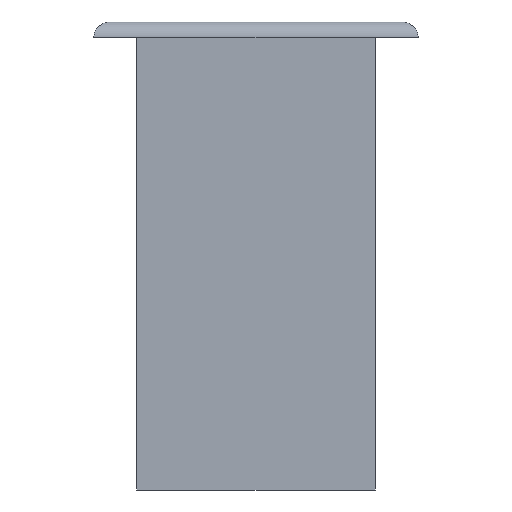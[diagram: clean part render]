
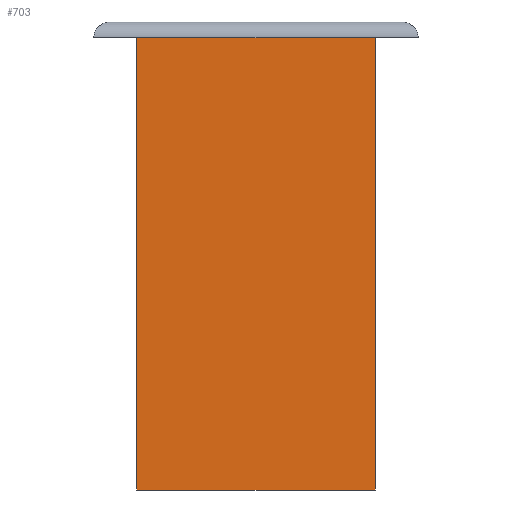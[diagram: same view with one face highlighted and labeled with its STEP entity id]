
A CAD part, front view. The second image highlights one B-rep face of the part: STEP entity #703.
In plain terms, the highlighted planar face has unit normal (0, -1, 0).
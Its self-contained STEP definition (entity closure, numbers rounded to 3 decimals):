
#5 = VECTOR ( 'NONE', #700, 1000. ) ;
#19 = EDGE_LOOP ( 'NONE', ( #470, #504, #784, #418 ) ) ;
#20 = AXIS2_PLACEMENT_3D ( 'NONE', #98, #385, #753 ) ;
#49 = VERTEX_POINT ( 'NONE', #412 ) ;
#62 = CARTESIAN_POINT ( 'NONE',  ( 0., -24.25, -2.5 ) ) ;
#83 = CARTESIAN_POINT ( 'NONE',  ( 0., -24.25, -72.5 ) ) ;
#98 = CARTESIAN_POINT ( 'NONE',  ( 0., -24.25, -72.5 ) ) ;
#102 = PLANE ( 'NONE',  #20 ) ;
#126 = CARTESIAN_POINT ( 'NONE',  ( 37.65, -24.25, -73.75 ) ) ;
#134 = EDGE_CURVE ( 'NONE', #435, #49, #620, .T. ) ;
#160 = EDGE_CURVE ( 'NONE', #49, #460, #291, .T. ) ;
#189 = VECTOR ( 'NONE', #369, 1000. ) ;
#291 = LINE ( 'NONE', #83, #189 ) ;
#313 = EDGE_CURVE ( 'NONE', #435, #666, #641, .T. ) ;
#369 = DIRECTION ( 'NONE',  ( 0., 0., 1. ) ) ;
#385 = DIRECTION ( 'NONE',  ( 0., -1., 0. ) ) ;
#388 = VECTOR ( 'NONE', #392, 1000. ) ;
#392 = DIRECTION ( 'NONE',  ( 0., 0., 1. ) ) ;
#412 = CARTESIAN_POINT ( 'NONE',  ( 0., -24.25, -73.75 ) ) ;
#418 = ORIENTED_EDGE ( 'NONE', *, *, #134, .F. ) ;
#435 = VERTEX_POINT ( 'NONE', #126 ) ;
#445 = CARTESIAN_POINT ( 'NONE',  ( 0., -24.25, -2.5 ) ) ;
#460 = VERTEX_POINT ( 'NONE', #62 ) ;
#470 = ORIENTED_EDGE ( 'NONE', *, *, #313, .T. ) ;
#496 = CARTESIAN_POINT ( 'NONE',  ( 37.65, -24.25, -73.75 ) ) ;
#503 = DIRECTION ( 'NONE',  ( -1., 0., 0. ) ) ;
#504 = ORIENTED_EDGE ( 'NONE', *, *, #766, .F. ) ;
#620 = LINE ( 'NONE', #496, #821 ) ;
#641 = LINE ( 'NONE', #647, #388 ) ;
#647 = CARTESIAN_POINT ( 'NONE',  ( 37.65, -24.25, -72.5 ) ) ;
#666 = VERTEX_POINT ( 'NONE', #797 ) ;
#700 = DIRECTION ( 'NONE',  ( 1., 0., 0. ) ) ;
#703 = ADVANCED_FACE ( 'NONE', ( #835 ), #102, .T. ) ;
#753 = DIRECTION ( 'NONE',  ( 0., 0., -1. ) ) ;
#766 = EDGE_CURVE ( 'NONE', #460, #666, #831, .T. ) ;
#784 = ORIENTED_EDGE ( 'NONE', *, *, #160, .F. ) ;
#797 = CARTESIAN_POINT ( 'NONE',  ( 37.65, -24.25, -2.5 ) ) ;
#821 = VECTOR ( 'NONE', #503, 1000. ) ;
#831 = LINE ( 'NONE', #445, #5 ) ;
#835 = FACE_OUTER_BOUND ( 'NONE', #19, .T. ) ;
